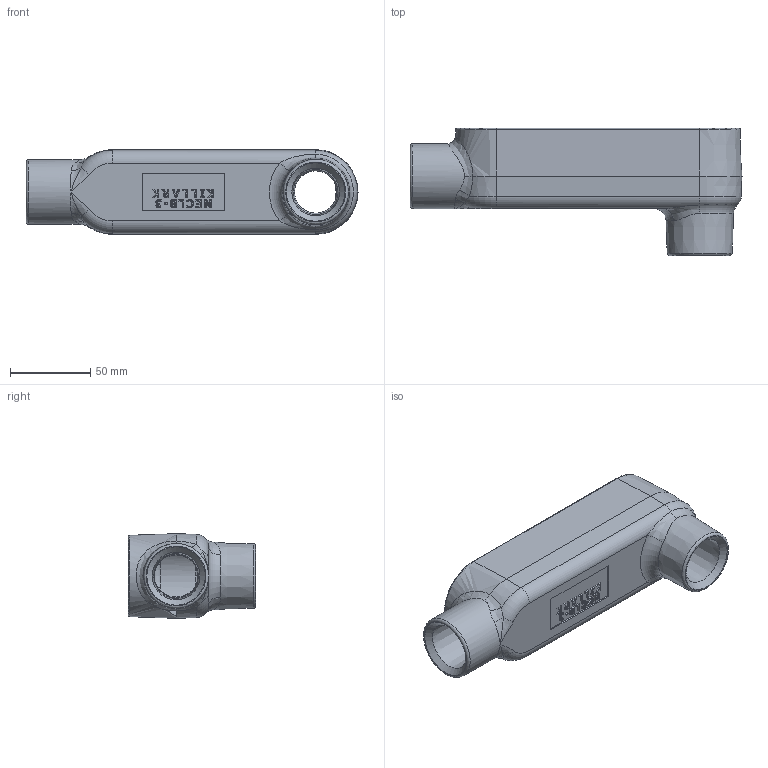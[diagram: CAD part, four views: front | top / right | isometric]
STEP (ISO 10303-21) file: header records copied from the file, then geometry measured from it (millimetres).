
FILE_DESCRIPTION(/* description */ ('','CAx-IF Rec.Pracs.---Representation and Presentation of Product Manufacturing Information (PMI)---4.0---2014-10-13'),/* implementation_level */ '2;1');
FILE_NAME(/* name */ 'KIL_NECLB-3.stp',/* time_stamp */ '2020-09-28T21:01:21+06:00',/* author */ ('kr'),/* organization */ (''),/* preprocessor_version */ 'ST-DEVELOPER v18',/* originating_system */ 'Autodesk Inventor 2020',/* authorisation */ '');
FILE_SCHEMA (('AP242_MANAGED_MODEL_BASED_3D_ENGINEERING_MIM_LF { 1 0 10303 442 1 1 4 }'));
Length unit declared in the file: inch
Products named in the file (1): 0142003-2
Bounding box: 207.41 x 79.38 x 52.88 mm (x, y, z)
Volume: 161706.4 mm3; surface area: 65893.3 mm2
Topology: 1 solids, 1 shells, 1018 faces, 2765 edges, 1826 vertices
Faces by surface type: plane 467, bspline 401, cone 104, cylinder 24, torus 22
Full cylindrical faces by diameter (mm): 3.569 x2, 40.488 x1
Entity records: 52289 total; most frequent: CARTESIAN_POINT 29499, ORIENTED_EDGE 5516, DIRECTION 3288, EDGE_CURVE 2758, VERTEX_POINT 1824, LINE 1434, VECTOR 1434, EDGE_LOOP 1104
